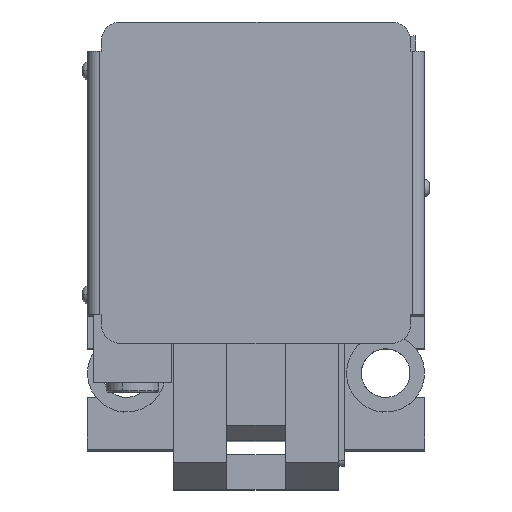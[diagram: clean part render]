
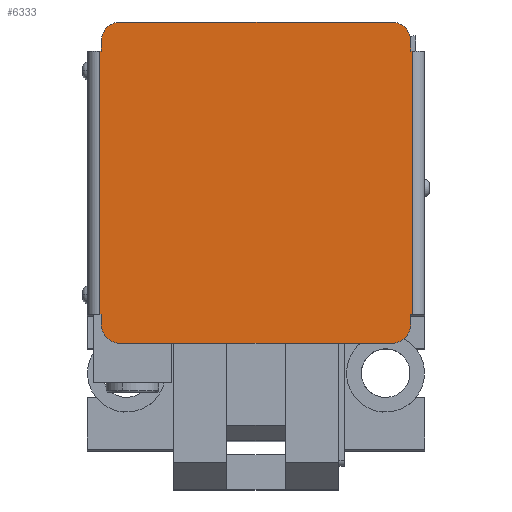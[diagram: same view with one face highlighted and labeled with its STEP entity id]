
A CAD part, top view. The second image highlights one B-rep face of the part: STEP entity #6333.
In plain terms, the highlighted planar face has unit normal (0, 0, 1).
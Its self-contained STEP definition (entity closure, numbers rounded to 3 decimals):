
#6333=ADVANCED_FACE('',(#14103),#14104,.T.);
#14103=FACE_OUTER_BOUND('',#24118,.T.);
#14104=PLANE('',#24119);
#24118=EDGE_LOOP('',(#41303,#41304,#41305,#41306,#41307,#41308,#41309,#41310,#41311,#41312,#41313,#41314,#41315,#41316,#41317,#41318,#41319,#41320,#41321,#41322));
#24119=AXIS2_PLACEMENT_3D('',#41323,#41324,#41325);
#41303=ORIENTED_EDGE('',*,*,#60689,.F.);
#41304=ORIENTED_EDGE('',*,*,#60699,.T.);
#41305=ORIENTED_EDGE('',*,*,#60700,.T.);
#41306=ORIENTED_EDGE('',*,*,#60701,.T.);
#41307=ORIENTED_EDGE('',*,*,#60702,.T.);
#41308=ORIENTED_EDGE('',*,*,#60703,.T.);
#41309=ORIENTED_EDGE('',*,*,#60672,.F.);
#41310=ORIENTED_EDGE('',*,*,#60704,.F.);
#41311=ORIENTED_EDGE('',*,*,#60705,.F.);
#41312=ORIENTED_EDGE('',*,*,#60706,.F.);
#41313=ORIENTED_EDGE('',*,*,#60679,.F.);
#41314=ORIENTED_EDGE('',*,*,#60707,.T.);
#41315=ORIENTED_EDGE('',*,*,#60708,.T.);
#41316=ORIENTED_EDGE('',*,*,#60709,.T.);
#41317=ORIENTED_EDGE('',*,*,#60710,.T.);
#41318=ORIENTED_EDGE('',*,*,#60711,.T.);
#41319=ORIENTED_EDGE('',*,*,#60682,.F.);
#41320=ORIENTED_EDGE('',*,*,#60712,.F.);
#41321=ORIENTED_EDGE('',*,*,#60695,.F.);
#41322=ORIENTED_EDGE('',*,*,#60691,.F.);
#41323=CARTESIAN_POINT('',(15.,97.5,173.0));
#41324=DIRECTION('',(0.0,0.0,1.0));
#41325=DIRECTION('',(1.0,0.0,0.0));
#60672=EDGE_CURVE('',#73092,#73095,#73096,.T.);
#60679=EDGE_CURVE('',#73106,#73102,#73108,.T.);
#60682=EDGE_CURVE('',#73110,#73113,#73114,.T.);
#60689=EDGE_CURVE('',#73124,#73120,#73126,.T.);
#60691=EDGE_CURVE('',#73120,#73128,#73129,.T.);
#60695=EDGE_CURVE('',#73128,#73134,#73135,.T.);
#60699=EDGE_CURVE('',#73124,#73140,#73141,.T.);
#60700=EDGE_CURVE('',#73140,#73142,#73143,.T.);
#60701=EDGE_CURVE('',#73142,#73144,#73145,.T.);
#60702=EDGE_CURVE('',#73144,#73146,#73147,.T.);
#60703=EDGE_CURVE('',#73146,#73095,#73148,.T.);
#60704=EDGE_CURVE('',#73149,#73092,#73150,.T.);
#60705=EDGE_CURVE('',#73151,#73149,#73152,.T.);
#60706=EDGE_CURVE('',#73102,#73151,#73153,.T.);
#60707=EDGE_CURVE('',#73106,#73154,#73155,.T.);
#60708=EDGE_CURVE('',#73154,#73156,#73157,.T.);
#60709=EDGE_CURVE('',#73156,#73158,#73159,.T.);
#60710=EDGE_CURVE('',#73158,#73160,#73161,.T.);
#60711=EDGE_CURVE('',#73160,#73113,#73162,.T.);
#60712=EDGE_CURVE('',#73134,#73110,#73163,.T.);
#73092=VERTEX_POINT('',#93973);
#73095=VERTEX_POINT('',#93977);
#73096=CIRCLE('',#93978,10.0);
#73102=VERTEX_POINT('',#93985);
#73106=VERTEX_POINT('',#93990);
#73108=CIRCLE('',#93993,10.0);
#73110=VERTEX_POINT('',#93995);
#73113=VERTEX_POINT('',#93999);
#73114=CIRCLE('',#94000,10.0);
#73120=VERTEX_POINT('',#94007);
#73124=VERTEX_POINT('',#94012);
#73126=CIRCLE('',#94015,10.0);
#73128=VERTEX_POINT('',#94017);
#73129=CIRCLE('',#94018,10.0);
#73134=VERTEX_POINT('',#94024);
#73135=LINE('',#94025,#94026);
#73140=VERTEX_POINT('',#94033);
#73141=LINE('',#94034,#94035);
#73142=VERTEX_POINT('',#94036);
#73143=LINE('',#94037,#94038);
#73144=VERTEX_POINT('',#94039);
#73145=LINE('',#94040,#94041);
#73146=VERTEX_POINT('',#94042);
#73147=LINE('',#94043,#94044);
#73148=LINE('',#94045,#94046);
#73149=VERTEX_POINT('',#94047);
#73150=CIRCLE('',#94048,10.0);
#73151=VERTEX_POINT('',#94049);
#73152=LINE('',#94050,#94051);
#73153=CIRCLE('',#94052,10.0);
#73154=VERTEX_POINT('',#94053);
#73155=LINE('',#94054,#94055);
#73156=VERTEX_POINT('',#94056);
#73157=LINE('',#94057,#94058);
#73158=VERTEX_POINT('',#94059);
#73159=LINE('',#94060,#94061);
#73160=VERTEX_POINT('',#94062);
#73161=LINE('',#94063,#94064);
#73162=LINE('',#94065,#94066);
#73163=CIRCLE('',#94067,10.0);
#93973=CARTESIAN_POINT('',(91.571,177.071,173.0));
#93977=CARTESIAN_POINT('',(94.5,170.0,173.0));
#93978=AXIS2_PLACEMENT_3D('',#115136,#115137,#115138);
#93985=CARTESIAN_POINT('',(-61.571,177.071,173.0));
#93990=CARTESIAN_POINT('',(-64.5,170.0,173.0));
#93993=AXIS2_PLACEMENT_3D('',#115148,#115149,#115150);
#93995=CARTESIAN_POINT('',(-61.571,17.929,173.0));
#93999=CARTESIAN_POINT('',(-64.5,25.,173.0));
#94000=AXIS2_PLACEMENT_3D('',#115152,#115153,#115154);
#94007=CARTESIAN_POINT('',(91.571,17.929,173.0));
#94012=CARTESIAN_POINT('',(94.5,25.0,173.0));
#94015=AXIS2_PLACEMENT_3D('',#115164,#115165,#115166);
#94017=CARTESIAN_POINT('',(84.5,15.0,173.0));
#94018=AXIS2_PLACEMENT_3D('',#115167,#115168,#115169);
#94024=CARTESIAN_POINT('',(-54.5,15.,173.0));
#94025=CARTESIAN_POINT('',(-68.5,15.,173.0));
#94026=VECTOR('',#115174,1.0);
#94033=CARTESIAN_POINT('',(94.5,30.0,173.0));
#94034=CARTESIAN_POINT('',(94.5,60.0,173.0));
#94035=VECTOR('',#115177,1.0);
#94036=CARTESIAN_POINT('',(95.5,30.0,173.0));
#94037=CARTESIAN_POINT('',(55.75,30.0,173.0));
#94038=VECTOR('',#115178,1.0);
#94039=CARTESIAN_POINT('',(95.5,165.0,173.0));
#94040=CARTESIAN_POINT('',(95.5,100.375,173.0));
#94041=VECTOR('',#115179,1.0);
#94042=CARTESIAN_POINT('',(94.5,165.0,173.0));
#94043=CARTESIAN_POINT('',(55.75,165.0,173.0));
#94044=VECTOR('',#115180,1.0);
#94045=CARTESIAN_POINT('',(94.5,135.0,173.0));
#94046=VECTOR('',#115181,1.0);
#94047=CARTESIAN_POINT('',(84.5,180.0,173.0));
#94048=AXIS2_PLACEMENT_3D('',#115182,#115183,#115184);
#94049=CARTESIAN_POINT('',(-54.5,180.0,173.0));
#94050=CARTESIAN_POINT('',(98.5,180.0,173.0));
#94051=VECTOR('',#115185,1.0);
#94052=AXIS2_PLACEMENT_3D('',#115186,#115187,#115188);
#94053=CARTESIAN_POINT('',(-64.5,165.0,173.0));
#94054=CARTESIAN_POINT('',(-64.5,135.0,173.0));
#94055=VECTOR('',#115189,1.0);
#94056=CARTESIAN_POINT('',(-65.5,165.0,173.0));
#94057=CARTESIAN_POINT('',(-25.75,165.0,173.0));
#94058=VECTOR('',#115190,1.0);
#94059=CARTESIAN_POINT('',(-65.5,30.,173.0));
#94060=CARTESIAN_POINT('',(-65.5,100.75,173.0));
#94061=VECTOR('',#115191,1.0);
#94062=CARTESIAN_POINT('',(-64.5,30.,173.0));
#94063=CARTESIAN_POINT('',(-25.75,30.,173.0));
#94064=VECTOR('',#115192,1.0);
#94065=CARTESIAN_POINT('',(-64.5,60.0,173.0));
#94066=VECTOR('',#115193,1.0);
#94067=AXIS2_PLACEMENT_3D('',#115194,#115195,#115196);
#115136=CARTESIAN_POINT('',(84.5,170.0,173.0));
#115137=DIRECTION('',(0.0,0.0,-1.0));
#115138=DIRECTION('',(0.707,0.707,0.0));
#115148=CARTESIAN_POINT('',(-54.5,170.0,173.0));
#115149=DIRECTION('',(-0.0,0.0,-1.0));
#115150=DIRECTION('',(-0.707,0.707,0.0));
#115152=CARTESIAN_POINT('',(-54.5,25.,173.0));
#115153=DIRECTION('',(-0.0,0.0,-1.0));
#115154=DIRECTION('',(-0.707,-0.707,0.0));
#115164=CARTESIAN_POINT('',(84.5,25.0,173.0));
#115165=DIRECTION('',(0.0,-0.0,-1.0));
#115166=DIRECTION('',(0.707,-0.707,0.0));
#115167=CARTESIAN_POINT('',(84.5,25.0,173.0));
#115168=DIRECTION('',(0.0,-0.0,-1.0));
#115169=DIRECTION('',(0.707,-0.707,0.0));
#115174=DIRECTION('',(-1.0,0.,-0.0));
#115177=DIRECTION('',(0.0,1.0,0.0));
#115178=DIRECTION('',(1.0,0.0,0.0));
#115179=DIRECTION('',(0.,1.0,0.0));
#115180=DIRECTION('',(-1.0,0.0,0.0));
#115181=DIRECTION('',(0.0,1.0,0.0));
#115182=CARTESIAN_POINT('',(84.5,170.0,173.0));
#115183=DIRECTION('',(0.0,0.0,-1.0));
#115184=DIRECTION('',(0.707,0.707,0.0));
#115185=DIRECTION('',(1.0,0.0,0.0));
#115186=CARTESIAN_POINT('',(-54.5,170.0,173.0));
#115187=DIRECTION('',(-0.0,0.0,-1.0));
#115188=DIRECTION('',(-0.707,0.707,0.0));
#115189=DIRECTION('',(0.0,-1.0,0.0));
#115190=DIRECTION('',(-1.0,0.0,0.0));
#115191=DIRECTION('',(0.0,-1.0,0.0));
#115192=DIRECTION('',(1.0,0.0,0.0));
#115193=DIRECTION('',(0.0,-1.0,0.0));
#115194=CARTESIAN_POINT('',(-54.5,25.,173.0));
#115195=DIRECTION('',(-0.0,0.0,-1.0));
#115196=DIRECTION('',(-0.707,-0.707,0.0));
